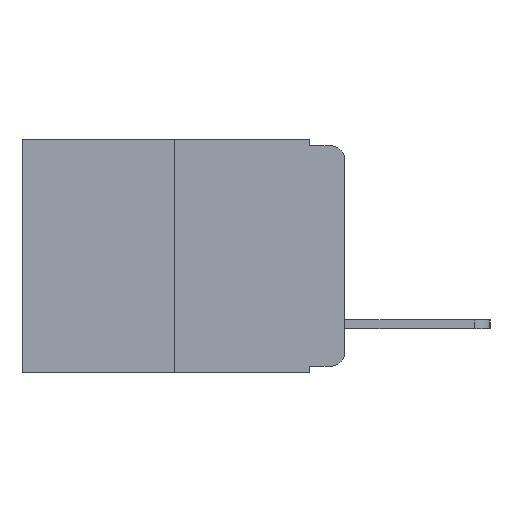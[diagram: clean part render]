
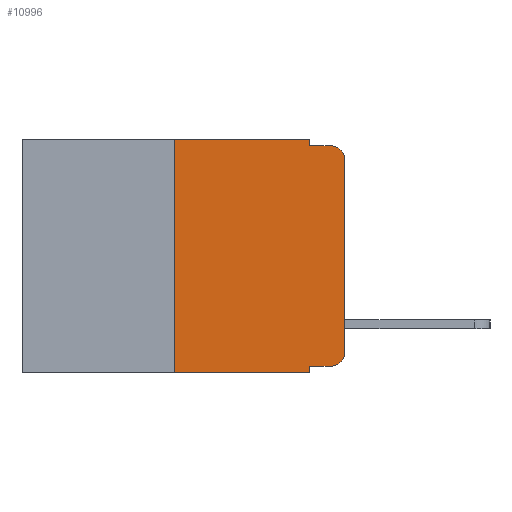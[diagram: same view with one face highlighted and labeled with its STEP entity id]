
A CAD part, left-side view. The second image highlights one B-rep face of the part: STEP entity #10996.
In plain terms, the highlighted planar face has unit normal (-1, 0, 0).
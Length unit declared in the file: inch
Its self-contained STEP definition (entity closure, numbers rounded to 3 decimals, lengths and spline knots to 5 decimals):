
#152 = ORIENTED_EDGE ( 'NONE', *, *, #7337, .T. ) ;
#410 = VERTEX_POINT ( 'NONE', #8857 ) ;
#899 = VERTEX_POINT ( 'NONE', #7545 ) ;
#972 = EDGE_CURVE ( 'NONE', #2850, #2840, #9365, .T. ) ;
#1251 = DIRECTION ( 'NONE',  ( 0., 0., 1. ) ) ;
#1281 = EDGE_CURVE ( 'NONE', #410, #899, #5105, .T. ) ;
#1623 = VECTOR ( 'NONE', #6339, 39.37008 ) ;
#1699 = VERTEX_POINT ( 'NONE', #3544 ) ;
#2018 = VECTOR ( 'NONE', #12017, 39.37008 ) ;
#2175 = VECTOR ( 'NONE', #1251, 39.37008 ) ;
#2282 = CARTESIAN_POINT ( 'NONE',  ( 0., 0.473, 0. ) ) ;
#2328 = DIRECTION ( 'NONE',  ( 0., 0., -1. ) ) ;
#2486 = VERTEX_POINT ( 'NONE', #6377 ) ;
#2840 = VERTEX_POINT ( 'NONE', #3896 ) ;
#2850 = VERTEX_POINT ( 'NONE', #4284 ) ;
#2918 = CARTESIAN_POINT ( 'NONE',  ( 0., 0.02, -0.333 ) ) ;
#2922 = VECTOR ( 'NONE', #9509, 39.37008 ) ;
#2958 = ORIENTED_EDGE ( 'NONE', *, *, #10892, .T. ) ;
#2981 = VERTEX_POINT ( 'NONE', #4441 ) ;
#3544 = CARTESIAN_POINT ( 'NONE',  ( 0., 0., -0.313 ) ) ;
#3721 = CARTESIAN_POINT ( 'NONE',  ( 0., 0.02, -0.03 ) ) ;
#3862 = CARTESIAN_POINT ( 'NONE',  ( 0., 0.051, 0. ) ) ;
#3896 = CARTESIAN_POINT ( 'NONE',  ( 0., 0.25, 0. ) ) ;
#3928 = VERTEX_POINT ( 'NONE', #3993 ) ;
#3993 = CARTESIAN_POINT ( 'NONE',  ( 0., 0.051, -0.333 ) ) ;
#4078 = CARTESIAN_POINT ( 'NONE',  ( 0., 0.02, -0.313 ) ) ;
#4284 = CARTESIAN_POINT ( 'NONE',  ( 0., 0.25, -0.343 ) ) ;
#4406 = ORIENTED_EDGE ( 'NONE', *, *, #8523, .T. ) ;
#4441 = CARTESIAN_POINT ( 'NONE',  ( 0., 0.051, 0. ) ) ;
#4655 = DIRECTION ( 'NONE',  ( 0., 0., -1. ) ) ;
#4884 = AXIS2_PLACEMENT_3D ( 'NONE', #4078, #10361, #5050 ) ;
#5050 = DIRECTION ( 'NONE',  ( 0., 0., -1. ) ) ;
#5105 = LINE ( 'NONE', #7191, #7868 ) ;
#5186 = PLANE ( 'NONE',  #11086 ) ;
#5298 = VECTOR ( 'NONE', #9194, 39.37008 ) ;
#5737 = CIRCLE ( 'NONE', #6298, 0.02 ) ;
#5928 = ORIENTED_EDGE ( 'NONE', *, *, #9804, .F. ) ;
#6264 = EDGE_LOOP ( 'NONE', ( #152, #11519, #7322, #10038, #6378, #9787, #7776, #5928, #2958, #4406 ) ) ;
#6298 = AXIS2_PLACEMENT_3D ( 'NONE', #3721, #10059, #4655 ) ;
#6339 = DIRECTION ( 'NONE',  ( 0., 0., 1. ) ) ;
#6350 = CARTESIAN_POINT ( 'NONE',  ( 0., 0.25, 0. ) ) ;
#6377 = CARTESIAN_POINT ( 'NONE',  ( 0., 0., -0.03 ) ) ;
#6378 = ORIENTED_EDGE ( 'NONE', *, *, #10689, .F. ) ;
#6511 = FACE_OUTER_BOUND ( 'NONE', #6264, .T. ) ;
#6794 = CIRCLE ( 'NONE', #4884, 0.02 ) ;
#7108 = EDGE_CURVE ( 'NONE', #2981, #410, #7659, .T. ) ;
#7169 = VERTEX_POINT ( 'NONE', #8870 ) ;
#7191 = CARTESIAN_POINT ( 'NONE',  ( 0., 0.051, -0.01 ) ) ;
#7322 = ORIENTED_EDGE ( 'NONE', *, *, #1281, .F. ) ;
#7337 = EDGE_CURVE ( 'NONE', #1699, #2486, #11919, .T. ) ;
#7545 = CARTESIAN_POINT ( 'NONE',  ( 0., 0.02, -0.01 ) ) ;
#7659 = LINE ( 'NONE', #9603, #2018 ) ;
#7776 = ORIENTED_EDGE ( 'NONE', *, *, #10324, .T. ) ;
#7868 = VECTOR ( 'NONE', #9109, 39.37008 ) ;
#7889 = LINE ( 'NONE', #11111, #2922 ) ;
#7960 = CARTESIAN_POINT ( 'NONE',  ( 0., 0., 0. ) ) ;
#7979 = DIRECTION ( 'NONE',  ( 1., 0., 0. ) ) ;
#8047 = LINE ( 'NONE', #8389, #5298 ) ;
#8326 = VERTEX_POINT ( 'NONE', #2918 ) ;
#8389 = CARTESIAN_POINT ( 'NONE',  ( 0., 0.473, 0. ) ) ;
#8523 = EDGE_CURVE ( 'NONE', #8326, #1699, #6794, .T. ) ;
#8857 = CARTESIAN_POINT ( 'NONE',  ( 0., 0.051, -0.01 ) ) ;
#8870 = CARTESIAN_POINT ( 'NONE',  ( 0., 0.051, -0.343 ) ) ;
#8988 = VECTOR ( 'NONE', #11563, 39.37008 ) ;
#9109 = DIRECTION ( 'NONE',  ( 0., -1., 0. ) ) ;
#9194 = DIRECTION ( 'NONE',  ( 0., -1., 0. ) ) ;
#9365 = LINE ( 'NONE', #6350, #1623 ) ;
#9509 = DIRECTION ( 'NONE',  ( 0., -1., 0. ) ) ;
#9603 = CARTESIAN_POINT ( 'NONE',  ( 0., 0.051, 0. ) ) ;
#9787 = ORIENTED_EDGE ( 'NONE', *, *, #972, .F. ) ;
#9804 = EDGE_CURVE ( 'NONE', #3928, #7169, #11039, .T. ) ;
#10038 = ORIENTED_EDGE ( 'NONE', *, *, #7108, .F. ) ;
#10059 = DIRECTION ( 'NONE',  ( -1., 0., 0. ) ) ;
#10324 = EDGE_CURVE ( 'NONE', #2850, #7169, #11419, .T. ) ;
#10361 = DIRECTION ( 'NONE',  ( -1., 0., 0. ) ) ;
#10528 = VECTOR ( 'NONE', #10985, 39.37008 ) ;
#10689 = EDGE_CURVE ( 'NONE', #2840, #2981, #8047, .T. ) ;
#10769 = CARTESIAN_POINT ( 'NONE',  ( 0., 0.473, -0.343 ) ) ;
#10892 = EDGE_CURVE ( 'NONE', #3928, #8326, #7889, .T. ) ;
#10985 = DIRECTION ( 'NONE',  ( 0., 0., -1. ) ) ;
#10996 = ADVANCED_FACE ( 'NONE', ( #6511 ), #5186, .F. ) ;
#11039 = LINE ( 'NONE', #3862, #10528 ) ;
#11086 = AXIS2_PLACEMENT_3D ( 'NONE', #2282, #7979, #2328 ) ;
#11111 = CARTESIAN_POINT ( 'NONE',  ( 0., 0.051, -0.333 ) ) ;
#11300 = EDGE_CURVE ( 'NONE', #2486, #899, #5737, .T. ) ;
#11419 = LINE ( 'NONE', #10769, #8988 ) ;
#11519 = ORIENTED_EDGE ( 'NONE', *, *, #11300, .T. ) ;
#11563 = DIRECTION ( 'NONE',  ( 0., -1., 0. ) ) ;
#11919 = LINE ( 'NONE', #7960, #2175 ) ;
#12017 = DIRECTION ( 'NONE',  ( 0., 0., -1. ) ) ;
